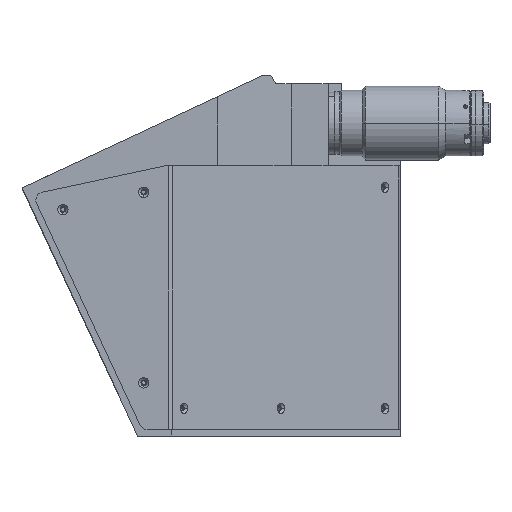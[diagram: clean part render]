
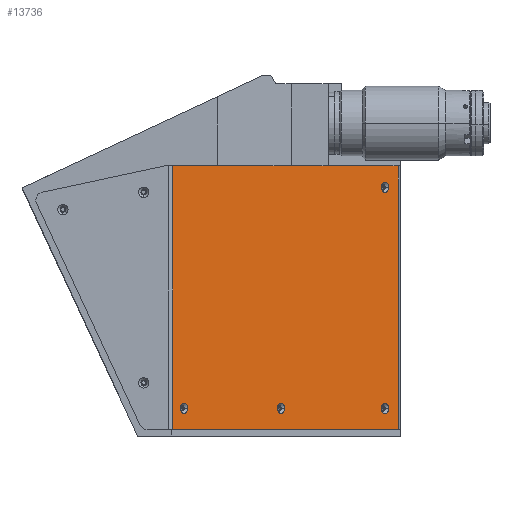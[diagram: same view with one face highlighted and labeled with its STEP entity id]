
A CAD part, top view. The second image highlights one B-rep face of the part: STEP entity #13736.
In plain terms, the highlighted planar face has unit normal (0.707, 0, 0.707).
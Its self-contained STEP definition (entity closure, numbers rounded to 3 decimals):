
#377 = DIRECTION ( 'NONE',  ( -0.707, 0., 0.707 ) ) ;
#389 = EDGE_CURVE ( 'NONE', #9443, #15405, #6539, .T. ) ;
#391 = CARTESIAN_POINT ( 'NONE',  ( 92.947, -78., 46.738 ) ) ;
#880 = CARTESIAN_POINT ( 'NONE',  ( 90.719, 57., 48.965 ) ) ;
#902 = AXIS2_PLACEMENT_3D ( 'NONE', #880, #10440, #2259 ) ;
#1403 = DIRECTION ( 'NONE',  ( 0.707, 0., -0.707 ) ) ;
#1466 = DIRECTION ( 'NONE',  ( 0.707, 0., 0.707 ) ) ;
#1488 = EDGE_CURVE ( 'NONE', #5171, #15405, #16900, .T. ) ;
#1522 = CARTESIAN_POINT ( 'NONE',  ( 92.947, 57., 46.738 ) ) ;
#1569 = EDGE_CURVE ( 'NONE', #12056, #10591, #13041, .T. ) ;
#1700 = CARTESIAN_POINT ( 'NONE',  ( -38.544, -91., 178.228 ) ) ;
#1917 = EDGE_CURVE ( 'NONE', #4111, #3860, #12912, .T. ) ;
#2120 = CARTESIAN_POINT ( 'NONE',  ( -31.849, -78., 171.534 ) ) ;
#2210 = DIRECTION ( 'NONE',  ( 0.707, 0., 0.707 ) ) ;
#2235 = EDGE_CURVE ( 'NONE', #16712, #14540, #5034, .T. ) ;
#2249 = EDGE_LOOP ( 'NONE', ( #9193, #15295 ) ) ;
#2259 = DIRECTION ( 'NONE',  ( 0.707, 0., -0.707 ) ) ;
#2324 = DIRECTION ( 'NONE',  ( 0.707, 0., 0.707 ) ) ;
#2481 = VECTOR ( 'NONE', #13588, 1000. ) ;
#2523 = ORIENTED_EDGE ( 'NONE', *, *, #5992, .T. ) ;
#2586 = CARTESIAN_POINT ( 'NONE',  ( 88.492, -78., 51.192 ) ) ;
#2650 = CARTESIAN_POINT ( 'NONE',  ( -38.544, 346.506, 178.228 ) ) ;
#2768 = AXIS2_PLACEMENT_3D ( 'NONE', #10380, #2210, #11735 ) ;
#3320 = EDGE_LOOP ( 'NONE', ( #8683, #17162 ) ) ;
#3474 = CARTESIAN_POINT ( 'NONE',  ( 98.828, -91., 40.856 ) ) ;
#3665 = CARTESIAN_POINT ( 'NONE',  ( 90.719, -78., 48.965 ) ) ;
#3860 = VERTEX_POINT ( 'NONE', #391 ) ;
#3908 = ORIENTED_EDGE ( 'NONE', *, *, #4452, .F. ) ;
#4111 = VERTEX_POINT ( 'NONE', #2586 ) ;
#4154 = VERTEX_POINT ( 'NONE', #6698 ) ;
#4347 = VECTOR ( 'NONE', #7892, 1000. ) ;
#4437 = VECTOR ( 'NONE', #13533, 1000. ) ;
#4452 = EDGE_CURVE ( 'NONE', #5353, #4154, #17604, .T. ) ;
#4769 = FACE_BOUND ( 'NONE', #3320, .T. ) ;
#5034 = CIRCLE ( 'NONE', #16964, 3.15 ) ;
#5035 = DIRECTION ( 'NONE',  ( 0.707, 0., -0.707 ) ) ;
#5171 = VERTEX_POINT ( 'NONE', #3474 ) ;
#5206 = FACE_OUTER_BOUND ( 'NONE', #8210, .T. ) ;
#5353 = VERTEX_POINT ( 'NONE', #13311 ) ;
#5481 = CIRCLE ( 'NONE', #7299, 3.15 ) ;
#5605 = CARTESIAN_POINT ( 'NONE',  ( -39.716, 70., 179.4 ) ) ;
#5746 = CARTESIAN_POINT ( 'NONE',  ( 90.719, 57., 48.965 ) ) ;
#5751 = CARTESIAN_POINT ( 'NONE',  ( 27.314, -78., 112.371 ) ) ;
#5992 = EDGE_CURVE ( 'NONE', #13745, #5171, #16722, .T. ) ;
#6228 = AXIS2_PLACEMENT_3D ( 'NONE', #5751, #15297, #7119 ) ;
#6297 = VECTOR ( 'NONE', #16539, 1000. ) ;
#6539 = LINE ( 'NONE', #5605, #2481 ) ;
#6698 = CARTESIAN_POINT ( 'NONE',  ( 25.086, -78., 114.598 ) ) ;
#6750 = CARTESIAN_POINT ( 'NONE',  ( -38.544, 70., 178.228 ) ) ;
#6837 = EDGE_CURVE ( 'NONE', #3860, #4111, #13483, .T. ) ;
#6850 = CIRCLE ( 'NONE', #902, 3.15 ) ;
#7075 = CARTESIAN_POINT ( 'NONE',  ( -39.716, -91., 179.4 ) ) ;
#7116 = DIRECTION ( 'NONE',  ( 0.707, 0., -0.707 ) ) ;
#7119 = DIRECTION ( 'NONE',  ( 0.707, 0., -0.707 ) ) ;
#7299 = AXIS2_PLACEMENT_3D ( 'NONE', #10506, #2324, #11874 ) ;
#7389 = CARTESIAN_POINT ( 'NONE',  ( 88.492, 57., 51.192 ) ) ;
#7651 = AXIS2_PLACEMENT_3D ( 'NONE', #2120, #1466, #1403 ) ;
#7703 = EDGE_CURVE ( 'NONE', #4154, #5353, #8993, .T. ) ;
#7892 = DIRECTION ( 'NONE',  ( 0., 1., 0. ) ) ;
#8032 = LINE ( 'NONE', #2650, #4437 ) ;
#8081 = CARTESIAN_POINT ( 'NONE',  ( 90.719, -78., 48.965 ) ) ;
#8184 = CARTESIAN_POINT ( 'NONE',  ( 98.828, 346.506, 40.856 ) ) ;
#8210 = EDGE_LOOP ( 'NONE', ( #2523, #11575, #12781, #14813 ) ) ;
#8555 = DIRECTION ( 'NONE',  ( -0.707, 0., -0.707 ) ) ;
#8683 = ORIENTED_EDGE ( 'NONE', *, *, #17542, .F. ) ;
#8993 = CIRCLE ( 'NONE', #6228, 3.15 ) ;
#9193 = ORIENTED_EDGE ( 'NONE', *, *, #6837, .F. ) ;
#9443 = VERTEX_POINT ( 'NONE', #6750 ) ;
#9478 = DIRECTION ( 'NONE',  ( 0.707, 0., -0.707 ) ) ;
#9507 = CARTESIAN_POINT ( 'NONE',  ( -34.077, -78., 173.761 ) ) ;
#10380 = CARTESIAN_POINT ( 'NONE',  ( 27.314, -78., 112.371 ) ) ;
#10440 = DIRECTION ( 'NONE',  ( 0.707, 0., 0.707 ) ) ;
#10506 = CARTESIAN_POINT ( 'NONE',  ( -31.849, -78., 171.534 ) ) ;
#10591 = VERTEX_POINT ( 'NONE', #13340 ) ;
#10740 = ORIENTED_EDGE ( 'NONE', *, *, #16390, .F. ) ;
#11099 = EDGE_LOOP ( 'NONE', ( #14084, #10740 ) ) ;
#11346 = AXIS2_PLACEMENT_3D ( 'NONE', #8081, #17636, #9478 ) ;
#11575 = ORIENTED_EDGE ( 'NONE', *, *, #1488, .T. ) ;
#11588 = FACE_BOUND ( 'NONE', #11099, .T. ) ;
#11735 = DIRECTION ( 'NONE',  ( 0.707, 0., -0.707 ) ) ;
#11790 = AXIS2_PLACEMENT_3D ( 'NONE', #3665, #13166, #5035 ) ;
#11874 = DIRECTION ( 'NONE',  ( 0.707, 0., -0.707 ) ) ;
#12056 = VERTEX_POINT ( 'NONE', #9507 ) ;
#12781 = ORIENTED_EDGE ( 'NONE', *, *, #389, .F. ) ;
#12912 = CIRCLE ( 'NONE', #11790, 3.15 ) ;
#13041 = CIRCLE ( 'NONE', #7651, 3.15 ) ;
#13166 = DIRECTION ( 'NONE',  ( 0.707, 0., 0.707 ) ) ;
#13311 = CARTESIAN_POINT ( 'NONE',  ( 29.541, -78., 110.143 ) ) ;
#13340 = CARTESIAN_POINT ( 'NONE',  ( -29.622, -78., 169.306 ) ) ;
#13483 = CIRCLE ( 'NONE', #11346, 3.15 ) ;
#13533 = DIRECTION ( 'NONE',  ( 0., -1., 0. ) ) ;
#13588 = DIRECTION ( 'NONE',  ( 0.707, 0., -0.707 ) ) ;
#13623 = CARTESIAN_POINT ( 'NONE',  ( 98.828, 70., 40.856 ) ) ;
#13736 = ADVANCED_FACE ( 'NONE', ( #16064, #4769, #15225, #11588, #5206 ), #16652, .F. ) ;
#13745 = VERTEX_POINT ( 'NONE', #1700 ) ;
#13755 = AXIS2_PLACEMENT_3D ( 'NONE', #16709, #8555, #377 ) ;
#14084 = ORIENTED_EDGE ( 'NONE', *, *, #2235, .F. ) ;
#14540 = VERTEX_POINT ( 'NONE', #7389 ) ;
#14642 = ORIENTED_EDGE ( 'NONE', *, *, #7703, .F. ) ;
#14813 = ORIENTED_EDGE ( 'NONE', *, *, #17092, .T. ) ;
#15225 = FACE_BOUND ( 'NONE', #2249, .T. ) ;
#15292 = DIRECTION ( 'NONE',  ( 0.707, 0., 0.707 ) ) ;
#15295 = ORIENTED_EDGE ( 'NONE', *, *, #1917, .F. ) ;
#15297 = DIRECTION ( 'NONE',  ( 0.707, 0., 0.707 ) ) ;
#15405 = VERTEX_POINT ( 'NONE', #13623 ) ;
#16064 = FACE_BOUND ( 'NONE', #16145, .T. ) ;
#16145 = EDGE_LOOP ( 'NONE', ( #3908, #14642 ) ) ;
#16390 = EDGE_CURVE ( 'NONE', #14540, #16712, #6850, .T. ) ;
#16539 = DIRECTION ( 'NONE',  ( 0.707, 0., -0.707 ) ) ;
#16652 = PLANE ( 'NONE',  #13755 ) ;
#16709 = CARTESIAN_POINT ( 'NONE',  ( -39.716, 346.506, 179.4 ) ) ;
#16712 = VERTEX_POINT ( 'NONE', #1522 ) ;
#16722 = LINE ( 'NONE', #7075, #6297 ) ;
#16900 = LINE ( 'NONE', #8184, #4347 ) ;
#16964 = AXIS2_PLACEMENT_3D ( 'NONE', #5746, #15292, #7116 ) ;
#17092 = EDGE_CURVE ( 'NONE', #9443, #13745, #8032, .T. ) ;
#17162 = ORIENTED_EDGE ( 'NONE', *, *, #1569, .F. ) ;
#17542 = EDGE_CURVE ( 'NONE', #10591, #12056, #5481, .T. ) ;
#17604 = CIRCLE ( 'NONE', #2768, 3.15 ) ;
#17636 = DIRECTION ( 'NONE',  ( 0.707, 0., 0.707 ) ) ;
